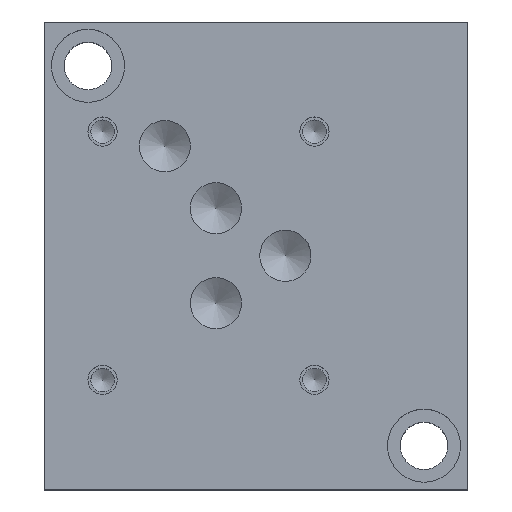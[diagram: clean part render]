
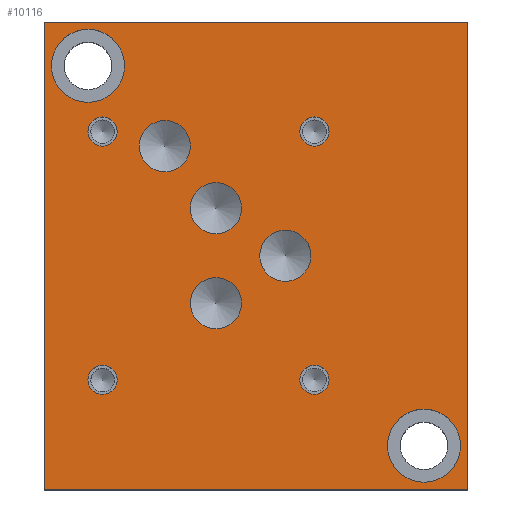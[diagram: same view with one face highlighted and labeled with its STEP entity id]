
A CAD part, top view. The second image highlights one B-rep face of the part: STEP entity #10116.
In plain terms, the highlighted planar face has unit normal (0, 0, 1).
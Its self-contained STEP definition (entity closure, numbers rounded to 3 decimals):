
#683=FACE_BOUND('',#2096,.T.);
#684=FACE_BOUND('',#2097,.T.);
#685=FACE_BOUND('',#2098,.T.);
#686=FACE_BOUND('',#2099,.T.);
#687=FACE_BOUND('',#2100,.T.);
#688=FACE_BOUND('',#2101,.T.);
#689=FACE_BOUND('',#2102,.T.);
#690=FACE_BOUND('',#2103,.T.);
#691=FACE_BOUND('',#2104,.T.);
#692=FACE_BOUND('',#2105,.T.);
#1004=PLANE('',#10626);
#1517=FACE_OUTER_BOUND('',#2095,.T.);
#2095=EDGE_LOOP('',(#9555,#9556,#9557,#9558));
#2096=EDGE_LOOP('',(#9559,#9560));
#2097=EDGE_LOOP('',(#9561,#9562));
#2098=EDGE_LOOP('',(#9563,#9564));
#2099=EDGE_LOOP('',(#9565,#9566));
#2100=EDGE_LOOP('',(#9567,#9568));
#2101=EDGE_LOOP('',(#9569,#9570));
#2102=EDGE_LOOP('',(#9571,#9572));
#2103=EDGE_LOOP('',(#9573,#9574));
#2104=EDGE_LOOP('',(#9575,#9576));
#2105=EDGE_LOOP('',(#9577,#9578));
#2448=LINE('',#15187,#3416);
#2944=LINE('',#16745,#3912);
#3072=LINE('',#17364,#4040);
#3074=LINE('',#17367,#4042);
#3416=VECTOR('',#11183,10.);
#3912=VECTOR('',#12039,10.);
#4040=VECTOR('',#12577,10.);
#4042=VECTOR('',#12581,10.);
#4120=CIRCLE('',#10543,7.938);
#4121=CIRCLE('',#10544,7.938);
#4125=CIRCLE('',#10551,7.938);
#4126=CIRCLE('',#10552,7.938);
#4129=CIRCLE('',#10558,5.563);
#4130=CIRCLE('',#10559,5.563);
#4133=CIRCLE('',#10564,5.563);
#4134=CIRCLE('',#10565,5.563);
#4137=CIRCLE('',#10570,5.563);
#4138=CIRCLE('',#10571,5.563);
#4141=CIRCLE('',#10576,5.563);
#4142=CIRCLE('',#10577,5.563);
#4148=CIRCLE('',#10586,3.175);
#4149=CIRCLE('',#10587,3.175);
#4155=CIRCLE('',#10597,3.175);
#4156=CIRCLE('',#10598,3.175);
#4162=CIRCLE('',#10608,3.175);
#4163=CIRCLE('',#10609,3.175);
#4169=CIRCLE('',#10619,3.175);
#4170=CIRCLE('',#10620,3.175);
#4851=VERTEX_POINT('',#15184);
#4852=VERTEX_POINT('',#15186);
#5238=VERTEX_POINT('',#16743);
#5353=VERTEX_POINT('',#17200);
#5354=VERTEX_POINT('',#17201);
#5358=VERTEX_POINT('',#17215);
#5359=VERTEX_POINT('',#17216);
#5363=VERTEX_POINT('',#17230);
#5364=VERTEX_POINT('',#17231);
#5368=VERTEX_POINT('',#17243);
#5369=VERTEX_POINT('',#17244);
#5373=VERTEX_POINT('',#17256);
#5374=VERTEX_POINT('',#17257);
#5378=VERTEX_POINT('',#17269);
#5379=VERTEX_POINT('',#17270);
#5386=VERTEX_POINT('',#17289);
#5387=VERTEX_POINT('',#17290);
#5394=VERTEX_POINT('',#17311);
#5395=VERTEX_POINT('',#17312);
#5402=VERTEX_POINT('',#17333);
#5403=VERTEX_POINT('',#17334);
#5410=VERTEX_POINT('',#17355);
#5411=VERTEX_POINT('',#17356);
#5412=VERTEX_POINT('',#17363);
#5986=EDGE_CURVE('',#4852,#4851,#2448,.T.);
#6554=EDGE_CURVE('',#4851,#5238,#2944,.T.);
#6726=EDGE_CURVE('',#5353,#5354,#4120,.T.);
#6727=EDGE_CURVE('',#5354,#5353,#4121,.T.);
#6733=EDGE_CURVE('',#5358,#5359,#4125,.T.);
#6734=EDGE_CURVE('',#5359,#5358,#4126,.T.);
#6740=EDGE_CURVE('',#5363,#5364,#4129,.T.);
#6741=EDGE_CURVE('',#5364,#5363,#4130,.T.);
#6746=EDGE_CURVE('',#5368,#5369,#4133,.T.);
#6747=EDGE_CURVE('',#5369,#5368,#4134,.T.);
#6752=EDGE_CURVE('',#5373,#5374,#4137,.T.);
#6753=EDGE_CURVE('',#5374,#5373,#4138,.T.);
#6758=EDGE_CURVE('',#5378,#5379,#4141,.T.);
#6759=EDGE_CURVE('',#5379,#5378,#4142,.T.);
#6767=EDGE_CURVE('',#5386,#5387,#4148,.T.);
#6768=EDGE_CURVE('',#5387,#5386,#4149,.T.);
#6777=EDGE_CURVE('',#5394,#5395,#4155,.T.);
#6778=EDGE_CURVE('',#5395,#5394,#4156,.T.);
#6787=EDGE_CURVE('',#5402,#5403,#4162,.T.);
#6788=EDGE_CURVE('',#5403,#5402,#4163,.T.);
#6797=EDGE_CURVE('',#5410,#5411,#4169,.T.);
#6798=EDGE_CURVE('',#5411,#5410,#4170,.T.);
#6801=EDGE_CURVE('',#5412,#4852,#3072,.T.);
#6803=EDGE_CURVE('',#5238,#5412,#3074,.T.);
#9555=ORIENTED_EDGE('',*,*,#5986,.T.);
#9556=ORIENTED_EDGE('',*,*,#6554,.T.);
#9557=ORIENTED_EDGE('',*,*,#6803,.T.);
#9558=ORIENTED_EDGE('',*,*,#6801,.T.);
#9559=ORIENTED_EDGE('',*,*,#6726,.T.);
#9560=ORIENTED_EDGE('',*,*,#6727,.T.);
#9561=ORIENTED_EDGE('',*,*,#6733,.T.);
#9562=ORIENTED_EDGE('',*,*,#6734,.T.);
#9563=ORIENTED_EDGE('',*,*,#6740,.T.);
#9564=ORIENTED_EDGE('',*,*,#6741,.T.);
#9565=ORIENTED_EDGE('',*,*,#6746,.T.);
#9566=ORIENTED_EDGE('',*,*,#6747,.T.);
#9567=ORIENTED_EDGE('',*,*,#6752,.T.);
#9568=ORIENTED_EDGE('',*,*,#6753,.T.);
#9569=ORIENTED_EDGE('',*,*,#6758,.T.);
#9570=ORIENTED_EDGE('',*,*,#6759,.T.);
#9571=ORIENTED_EDGE('',*,*,#6767,.T.);
#9572=ORIENTED_EDGE('',*,*,#6768,.T.);
#9573=ORIENTED_EDGE('',*,*,#6777,.T.);
#9574=ORIENTED_EDGE('',*,*,#6778,.T.);
#9575=ORIENTED_EDGE('',*,*,#6787,.T.);
#9576=ORIENTED_EDGE('',*,*,#6788,.T.);
#9577=ORIENTED_EDGE('',*,*,#6797,.T.);
#9578=ORIENTED_EDGE('',*,*,#6798,.T.);
#10116=ADVANCED_FACE('',(#1517,#683,#684,#685,#686,#687,#688,#689,#690,
#691,#692),#1004,.T.);
#10543=AXIS2_PLACEMENT_3D('',#17202,#12393,#12394);
#10544=AXIS2_PLACEMENT_3D('',#17203,#12395,#12396);
#10551=AXIS2_PLACEMENT_3D('',#17217,#12411,#12412);
#10552=AXIS2_PLACEMENT_3D('',#17218,#12413,#12414);
#10558=AXIS2_PLACEMENT_3D('',#17232,#12428,#12429);
#10559=AXIS2_PLACEMENT_3D('',#17233,#12430,#12431);
#10564=AXIS2_PLACEMENT_3D('',#17245,#12442,#12443);
#10565=AXIS2_PLACEMENT_3D('',#17246,#12444,#12445);
#10570=AXIS2_PLACEMENT_3D('',#17258,#12456,#12457);
#10571=AXIS2_PLACEMENT_3D('',#17259,#12458,#12459);
#10576=AXIS2_PLACEMENT_3D('',#17271,#12470,#12471);
#10577=AXIS2_PLACEMENT_3D('',#17272,#12472,#12473);
#10586=AXIS2_PLACEMENT_3D('',#17291,#12492,#12493);
#10587=AXIS2_PLACEMENT_3D('',#17292,#12494,#12495);
#10597=AXIS2_PLACEMENT_3D('',#17313,#12517,#12518);
#10598=AXIS2_PLACEMENT_3D('',#17314,#12519,#12520);
#10608=AXIS2_PLACEMENT_3D('',#17335,#12542,#12543);
#10609=AXIS2_PLACEMENT_3D('',#17336,#12544,#12545);
#10619=AXIS2_PLACEMENT_3D('',#17357,#12567,#12568);
#10620=AXIS2_PLACEMENT_3D('',#17358,#12569,#12570);
#10626=AXIS2_PLACEMENT_3D('',#17370,#12586,#12587);
#11183=DIRECTION('',(1.,0.,0.));
#12039=DIRECTION('',(0.,1.,0.));
#12393=DIRECTION('center_axis',(0.,0.,-1.));
#12394=DIRECTION('ref_axis',(1.,0.,0.));
#12395=DIRECTION('center_axis',(0.,0.,-1.));
#12396=DIRECTION('ref_axis',(1.,0.,0.));
#12411=DIRECTION('center_axis',(0.,0.,-1.));
#12412=DIRECTION('ref_axis',(1.,0.,0.));
#12413=DIRECTION('center_axis',(0.,0.,-1.));
#12414=DIRECTION('ref_axis',(1.,0.,0.));
#12428=DIRECTION('center_axis',(0.,0.,-1.));
#12429=DIRECTION('ref_axis',(1.,0.,0.));
#12430=DIRECTION('center_axis',(0.,0.,-1.));
#12431=DIRECTION('ref_axis',(1.,0.,0.));
#12442=DIRECTION('center_axis',(0.,0.,-1.));
#12443=DIRECTION('ref_axis',(1.,0.,0.));
#12444=DIRECTION('center_axis',(0.,0.,-1.));
#12445=DIRECTION('ref_axis',(1.,0.,0.));
#12456=DIRECTION('center_axis',(0.,0.,-1.));
#12457=DIRECTION('ref_axis',(1.,0.,0.));
#12458=DIRECTION('center_axis',(0.,0.,-1.));
#12459=DIRECTION('ref_axis',(1.,0.,0.));
#12470=DIRECTION('center_axis',(0.,0.,-1.));
#12471=DIRECTION('ref_axis',(1.,0.,0.));
#12472=DIRECTION('center_axis',(0.,0.,-1.));
#12473=DIRECTION('ref_axis',(1.,0.,0.));
#12492=DIRECTION('center_axis',(0.,0.,-1.));
#12493=DIRECTION('ref_axis',(1.,0.,0.));
#12494=DIRECTION('center_axis',(0.,0.,-1.));
#12495=DIRECTION('ref_axis',(1.,0.,0.));
#12517=DIRECTION('center_axis',(0.,0.,-1.));
#12518=DIRECTION('ref_axis',(1.,0.,0.));
#12519=DIRECTION('center_axis',(0.,0.,-1.));
#12520=DIRECTION('ref_axis',(1.,0.,0.));
#12542=DIRECTION('center_axis',(0.,0.,-1.));
#12543=DIRECTION('ref_axis',(1.,0.,0.));
#12544=DIRECTION('center_axis',(0.,0.,-1.));
#12545=DIRECTION('ref_axis',(1.,0.,0.));
#12567=DIRECTION('center_axis',(0.,0.,-1.));
#12568=DIRECTION('ref_axis',(1.,0.,0.));
#12569=DIRECTION('center_axis',(0.,0.,-1.));
#12570=DIRECTION('ref_axis',(1.,0.,0.));
#12577=DIRECTION('',(0.,-1.,0.));
#12581=DIRECTION('',(-1.,0.,0.));
#12586=DIRECTION('center_axis',(0.,0.,1.));
#12587=DIRECTION('ref_axis',(1.,0.,0.));
#15184=CARTESIAN_POINT('',(92.075,0.,63.5));
#15186=CARTESIAN_POINT('',(0.,0.,63.5));
#15187=CARTESIAN_POINT('',(0.,0.,63.5));
#16743=CARTESIAN_POINT('',(92.075,101.6,63.5));
#16745=CARTESIAN_POINT('',(92.075,0.,63.5));
#17200=CARTESIAN_POINT('',(17.463,92.075,63.5));
#17201=CARTESIAN_POINT('',(1.588,92.075,63.5));
#17202=CARTESIAN_POINT('Origin',(9.525,92.075,63.5));
#17203=CARTESIAN_POINT('Origin',(9.525,92.075,63.5));
#17215=CARTESIAN_POINT('',(90.488,9.525,63.5));
#17216=CARTESIAN_POINT('',(74.613,9.525,63.5));
#17217=CARTESIAN_POINT('Origin',(82.55,9.525,63.5));
#17218=CARTESIAN_POINT('Origin',(82.55,9.525,63.5));
#17230=CARTESIAN_POINT('',(42.888,61.117,63.5));
#17231=CARTESIAN_POINT('',(31.763,61.117,63.5));
#17232=CARTESIAN_POINT('Origin',(37.325,61.117,63.5));
#17233=CARTESIAN_POINT('Origin',(37.325,61.117,63.5));
#17243=CARTESIAN_POINT('',(57.988,50.8,63.5));
#17244=CARTESIAN_POINT('',(46.863,50.8,63.5));
#17245=CARTESIAN_POINT('Origin',(52.426,50.8,63.5));
#17246=CARTESIAN_POINT('Origin',(52.426,50.8,63.5));
#17256=CARTESIAN_POINT('',(31.775,74.625,63.5));
#17257=CARTESIAN_POINT('',(20.65,74.625,63.5));
#17258=CARTESIAN_POINT('Origin',(26.213,74.625,63.5));
#17259=CARTESIAN_POINT('Origin',(26.213,74.625,63.5));
#17269=CARTESIAN_POINT('',(42.893,40.483,63.5));
#17270=CARTESIAN_POINT('',(31.768,40.483,63.5));
#17271=CARTESIAN_POINT('Origin',(37.33,40.483,63.5));
#17272=CARTESIAN_POINT('Origin',(37.33,40.483,63.5));
#17289=CARTESIAN_POINT('',(61.925,23.838,63.5));
#17290=CARTESIAN_POINT('',(55.575,23.838,63.5));
#17291=CARTESIAN_POINT('Origin',(58.75,23.838,63.5));
#17292=CARTESIAN_POINT('Origin',(58.75,23.838,63.5));
#17311=CARTESIAN_POINT('',(15.875,77.8,63.5));
#17312=CARTESIAN_POINT('',(9.525,77.8,63.5));
#17313=CARTESIAN_POINT('Origin',(12.7,77.8,63.5));
#17314=CARTESIAN_POINT('Origin',(12.7,77.8,63.5));
#17333=CARTESIAN_POINT('',(61.925,77.8,63.5));
#17334=CARTESIAN_POINT('',(55.575,77.8,63.5));
#17335=CARTESIAN_POINT('Origin',(58.75,77.8,63.5));
#17336=CARTESIAN_POINT('Origin',(58.75,77.8,63.5));
#17355=CARTESIAN_POINT('',(15.875,23.825,63.5));
#17356=CARTESIAN_POINT('',(9.525,23.825,63.5));
#17357=CARTESIAN_POINT('Origin',(12.7,23.825,63.5));
#17358=CARTESIAN_POINT('Origin',(12.7,23.825,63.5));
#17363=CARTESIAN_POINT('',(0.,101.6,63.5));
#17364=CARTESIAN_POINT('',(0.,101.6,63.5));
#17367=CARTESIAN_POINT('',(92.075,101.6,63.5));
#17370=CARTESIAN_POINT('Origin',(46.038,50.8,63.5));
